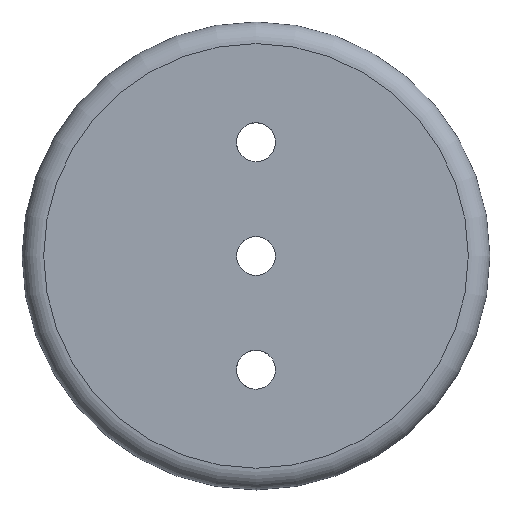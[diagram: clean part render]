
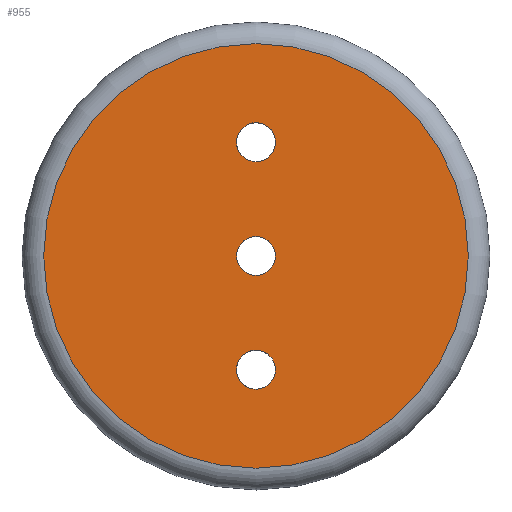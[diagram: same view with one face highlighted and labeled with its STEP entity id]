
A CAD part, top view. The second image highlights one B-rep face of the part: STEP entity #955.
In plain terms, the highlighted planar face has unit normal (0, 0, 1).
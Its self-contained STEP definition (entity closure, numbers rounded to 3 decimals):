
#274=CARTESIAN_POINT('',(-0.,4.35,65.799));
#275=VERTEX_POINT('',#274);
#361=CARTESIAN_POINT('',(0.,4.35,65.799));
#362=CARTESIAN_POINT('',(0.088,4.35,65.799));
#363=CARTESIAN_POINT('',(0.176,4.367,65.799));
#364=CARTESIAN_POINT('',(0.262,4.384,65.799));
#365=CARTESIAN_POINT('',(0.344,4.419,65.799));
#366=CARTESIAN_POINT('',(0.426,4.452,65.799));
#367=CARTESIAN_POINT('',(0.5,4.502,65.799));
#368=CARTESIAN_POINT('',(0.573,4.551,65.799));
#369=CARTESIAN_POINT('',(0.636,4.614,65.799));
#370=CARTESIAN_POINT('',(0.699,4.676,65.799));
#371=CARTESIAN_POINT('',(0.748,4.75,65.799));
#372=CARTESIAN_POINT('',(0.797,4.823,65.799));
#373=CARTESIAN_POINT('',(0.831,4.906,65.799));
#374=CARTESIAN_POINT('',(0.865,4.987,65.799));
#375=CARTESIAN_POINT('',(0.883,5.074,65.799));
#376=CARTESIAN_POINT('',(0.9,5.161,65.799));
#377=CARTESIAN_POINT('',(0.9,5.25,65.799));
#378=CARTESIAN_POINT('',(0.9,5.338,65.799));
#379=CARTESIAN_POINT('',(0.883,5.426,65.799));
#380=CARTESIAN_POINT('',(0.866,5.512,65.799));
#381=CARTESIAN_POINT('',(0.831,5.594,65.799));
#382=CARTESIAN_POINT('',(0.798,5.676,65.799));
#383=CARTESIAN_POINT('',(0.748,5.75,65.799));
#384=CARTESIAN_POINT('',(0.699,5.823,65.799));
#385=CARTESIAN_POINT('',(0.636,5.886,65.799));
#386=CARTESIAN_POINT('',(0.574,5.949,65.799));
#387=CARTESIAN_POINT('',(0.5,5.998,65.799));
#388=CARTESIAN_POINT('',(0.427,6.047,65.799));
#389=CARTESIAN_POINT('',(0.344,6.081,65.799));
#390=CARTESIAN_POINT('',(0.263,6.115,65.799));
#391=CARTESIAN_POINT('',(0.176,6.133,65.799));
#392=CARTESIAN_POINT('',(0.089,6.15,65.799));
#393=CARTESIAN_POINT('',(0.,6.15,65.799));
#394=CARTESIAN_POINT('',(-0.088,6.15,65.799));
#395=CARTESIAN_POINT('',(-0.176,6.133,65.799));
#396=CARTESIAN_POINT('',(-0.262,6.116,65.799));
#397=CARTESIAN_POINT('',(-0.344,6.081,65.799));
#398=CARTESIAN_POINT('',(-0.426,6.048,65.799));
#399=CARTESIAN_POINT('',(-0.5,5.998,65.799));
#400=CARTESIAN_POINT('',(-0.573,5.949,65.799));
#401=CARTESIAN_POINT('',(-0.636,5.886,65.799));
#402=CARTESIAN_POINT('',(-0.699,5.824,65.799));
#403=CARTESIAN_POINT('',(-0.748,5.75,65.799));
#404=CARTESIAN_POINT('',(-0.797,5.677,65.799));
#405=CARTESIAN_POINT('',(-0.831,5.594,65.799));
#406=CARTESIAN_POINT('',(-0.865,5.513,65.799));
#407=CARTESIAN_POINT('',(-0.883,5.426,65.799));
#408=CARTESIAN_POINT('',(-0.9,5.339,65.799));
#409=CARTESIAN_POINT('',(-0.9,5.25,65.799));
#410=CARTESIAN_POINT('',(-0.9,5.162,65.799));
#411=CARTESIAN_POINT('',(-0.883,5.074,65.799));
#412=CARTESIAN_POINT('',(-0.866,4.988,65.799));
#413=CARTESIAN_POINT('',(-0.831,4.906,65.799));
#414=CARTESIAN_POINT('',(-0.798,4.824,65.799));
#415=CARTESIAN_POINT('',(-0.748,4.75,65.799));
#416=CARTESIAN_POINT('',(-0.699,4.677,65.799));
#417=CARTESIAN_POINT('',(-0.636,4.614,65.799));
#418=CARTESIAN_POINT('',(-0.574,4.551,65.799));
#419=CARTESIAN_POINT('',(-0.5,4.502,65.799));
#420=CARTESIAN_POINT('',(-0.427,4.453,65.799));
#421=CARTESIAN_POINT('',(-0.344,4.419,65.799));
#422=CARTESIAN_POINT('',(-0.263,4.385,65.799));
#423=CARTESIAN_POINT('',(-0.176,4.367,65.799));
#424=CARTESIAN_POINT('',(-0.089,4.35,65.799));
#425=CARTESIAN_POINT('',(0.,4.35,65.799));
#426=B_SPLINE_CURVE_WITH_KNOTS('',2,(#361,#362,#363,#364,#365,#366,#367,#368,#369,#370,#371,#372,#373,#374,#375,#376,#377,#378,#379,#380,#381,#382,#383,#384,#385,#386,
#387,#388,#389,#390,#391,#392,#393,#394,#395,#396,#397,#398,#399,#400,#401,#402,#403,#404,#405,#406,#407,#408,#409,#410,#411,
#412,#413,#414,#415,#416,#417,#418,#419,#420,#421,#422,#423,#424,#425),.UNSPECIFIED.,.T.,.F.,(3,2,2,2,2,2,2,2,2,2,2,2,2,2,2,2,2,2,2,2,2,2,2,2,2,2,
2,2,2,2,2,2,3),(0.,0.031,0.063,0.094,0.125,0.156,0.188,0.219,0.25,0.281,0.313,0.344,0.375,0.406,0.438,0.469,0.5,0.531,0.563,0.594,0.625,0.656,0.688,0.719,0.75,0.781,
0.813,0.844,0.875,0.906,0.938,0.969,1.),.UNSPECIFIED.);
#427=EDGE_CURVE('',#275,#275,#426,.T.);
#679=CARTESIAN_POINT('',(-0.,-6.15,65.799));
#680=VERTEX_POINT('',#679);
#766=CARTESIAN_POINT('',(0.,-6.15,65.799));
#767=CARTESIAN_POINT('',(0.088,-6.15,65.799));
#768=CARTESIAN_POINT('',(0.176,-6.133,65.799));
#769=CARTESIAN_POINT('',(0.262,-6.116,65.799));
#770=CARTESIAN_POINT('',(0.344,-6.081,65.799));
#771=CARTESIAN_POINT('',(0.426,-6.048,65.799));
#772=CARTESIAN_POINT('',(0.5,-5.998,65.799));
#773=CARTESIAN_POINT('',(0.573,-5.949,65.799));
#774=CARTESIAN_POINT('',(0.636,-5.886,65.799));
#775=CARTESIAN_POINT('',(0.699,-5.824,65.799));
#776=CARTESIAN_POINT('',(0.748,-5.75,65.799));
#777=CARTESIAN_POINT('',(0.797,-5.677,65.799));
#778=CARTESIAN_POINT('',(0.831,-5.594,65.799));
#779=CARTESIAN_POINT('',(0.865,-5.513,65.799));
#780=CARTESIAN_POINT('',(0.883,-5.426,65.799));
#781=CARTESIAN_POINT('',(0.9,-5.339,65.799));
#782=CARTESIAN_POINT('',(0.9,-5.25,65.799));
#783=CARTESIAN_POINT('',(0.9,-5.162,65.799));
#784=CARTESIAN_POINT('',(0.883,-5.074,65.799));
#785=CARTESIAN_POINT('',(0.866,-4.988,65.799));
#786=CARTESIAN_POINT('',(0.831,-4.906,65.799));
#787=CARTESIAN_POINT('',(0.798,-4.824,65.799));
#788=CARTESIAN_POINT('',(0.748,-4.75,65.799));
#789=CARTESIAN_POINT('',(0.699,-4.677,65.799));
#790=CARTESIAN_POINT('',(0.636,-4.614,65.799));
#791=CARTESIAN_POINT('',(0.574,-4.551,65.799));
#792=CARTESIAN_POINT('',(0.5,-4.502,65.799));
#793=CARTESIAN_POINT('',(0.427,-4.453,65.799));
#794=CARTESIAN_POINT('',(0.344,-4.419,65.799));
#795=CARTESIAN_POINT('',(0.263,-4.385,65.799));
#796=CARTESIAN_POINT('',(0.176,-4.367,65.799));
#797=CARTESIAN_POINT('',(0.089,-4.35,65.799));
#798=CARTESIAN_POINT('',(0.,-4.35,65.799));
#799=CARTESIAN_POINT('',(-0.088,-4.35,65.799));
#800=CARTESIAN_POINT('',(-0.176,-4.367,65.799));
#801=CARTESIAN_POINT('',(-0.262,-4.384,65.799));
#802=CARTESIAN_POINT('',(-0.344,-4.419,65.799));
#803=CARTESIAN_POINT('',(-0.426,-4.452,65.799));
#804=CARTESIAN_POINT('',(-0.5,-4.502,65.799));
#805=CARTESIAN_POINT('',(-0.573,-4.551,65.799));
#806=CARTESIAN_POINT('',(-0.636,-4.614,65.799));
#807=CARTESIAN_POINT('',(-0.699,-4.676,65.799));
#808=CARTESIAN_POINT('',(-0.748,-4.75,65.799));
#809=CARTESIAN_POINT('',(-0.797,-4.823,65.799));
#810=CARTESIAN_POINT('',(-0.831,-4.906,65.799));
#811=CARTESIAN_POINT('',(-0.865,-4.987,65.799));
#812=CARTESIAN_POINT('',(-0.883,-5.074,65.799));
#813=CARTESIAN_POINT('',(-0.9,-5.161,65.799));
#814=CARTESIAN_POINT('',(-0.9,-5.25,65.799));
#815=CARTESIAN_POINT('',(-0.9,-5.338,65.799));
#816=CARTESIAN_POINT('',(-0.883,-5.426,65.799));
#817=CARTESIAN_POINT('',(-0.866,-5.512,65.799));
#818=CARTESIAN_POINT('',(-0.831,-5.594,65.799));
#819=CARTESIAN_POINT('',(-0.798,-5.676,65.799));
#820=CARTESIAN_POINT('',(-0.748,-5.75,65.799));
#821=CARTESIAN_POINT('',(-0.699,-5.823,65.799));
#822=CARTESIAN_POINT('',(-0.636,-5.886,65.799));
#823=CARTESIAN_POINT('',(-0.574,-5.949,65.799));
#824=CARTESIAN_POINT('',(-0.5,-5.998,65.799));
#825=CARTESIAN_POINT('',(-0.427,-6.047,65.799));
#826=CARTESIAN_POINT('',(-0.344,-6.081,65.799));
#827=CARTESIAN_POINT('',(-0.263,-6.115,65.799));
#828=CARTESIAN_POINT('',(-0.176,-6.133,65.799));
#829=CARTESIAN_POINT('',(-0.089,-6.15,65.799));
#830=CARTESIAN_POINT('',(0.,-6.15,65.799));
#831=B_SPLINE_CURVE_WITH_KNOTS('',2,(#766,#767,#768,#769,#770,#771,#772,#773,#774,#775,#776,#777,#778,#779,#780,#781,#782,#783,#784,#785,#786,#787,#788,#789,#790,#791,
#792,#793,#794,#795,#796,#797,#798,#799,#800,#801,#802,#803,#804,#805,#806,#807,#808,#809,#810,#811,#812,#813,#814,#815,#816,
#817,#818,#819,#820,#821,#822,#823,#824,#825,#826,#827,#828,#829,#830),.UNSPECIFIED.,.T.,.F.,(3,2,2,2,2,2,2,2,2,2,2,2,2,2,2,2,2,2,2,2,2,2,2,2,2,2,
2,2,2,2,2,2,3),(0.,0.031,0.063,0.094,0.125,0.156,0.188,0.219,0.25,0.281,0.313,0.344,0.375,0.406,0.438,0.469,0.5,0.531,0.563,0.594,0.625,0.656,0.688,0.719,0.75,0.781,
0.813,0.844,0.875,0.906,0.938,0.969,1.),.UNSPECIFIED.);
#832=EDGE_CURVE('',#680,#680,#831,.T.);
#922=CARTESIAN_POINT('',(0.,-11.88,65.799));
#923=DIRECTION('',(0.,0.,1.));
#924=DIRECTION('',(-0.,1.,-0.));
#925=AXIS2_PLACEMENT_3D('',#922,#923,#924);
#926=PLANE('',#925);
#927=ORIENTED_EDGE('',*,*,#427,.F.);
#928=EDGE_LOOP('',(#927));
#929=FACE_BOUND('',#928,.T.);
#930=ORIENTED_EDGE('',*,*,#832,.F.);
#931=EDGE_LOOP('',(#930));
#932=FACE_BOUND('',#931,.T.);
#933=CARTESIAN_POINT('',(0.,-0.9,65.799));
#934=VERTEX_POINT('',#933);
#935=CARTESIAN_POINT('',(0.,0.,65.799));
#936=DIRECTION('',(0.,0.,1.));
#937=DIRECTION('',(0.,-1.,0.));
#938=AXIS2_PLACEMENT_3D('',#935,#936,#937);
#939=CIRCLE('',#938,0.9);
#940=EDGE_CURVE('',#934,#934,#939,.T.);
#941=ORIENTED_EDGE('',*,*,#940,.F.);
#942=EDGE_LOOP('',(#941));
#943=FACE_BOUND('',#942,.T.);
#944=CARTESIAN_POINT('',(0.,-9.8,65.799));
#945=VERTEX_POINT('',#944);
#946=CARTESIAN_POINT('',(0.,0.,65.799));
#947=DIRECTION('',(0.,0.,1.));
#948=DIRECTION('',(0.,-1.,0.));
#949=AXIS2_PLACEMENT_3D('',#946,#947,#948);
#950=CIRCLE('',#949,9.8);
#951=EDGE_CURVE('',#945,#945,#950,.T.);
#952=ORIENTED_EDGE('',*,*,#951,.T.);
#953=EDGE_LOOP('',(#952));
#954=FACE_BOUND('',#953,.T.);
#955=ADVANCED_FACE('',(#929,#932,#943,#954),#926,.T.);
